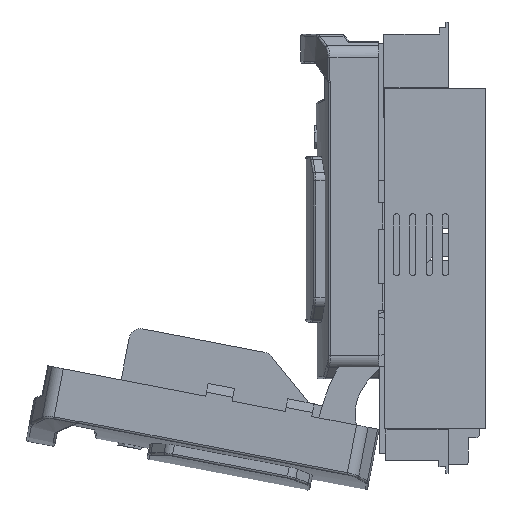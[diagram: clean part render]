
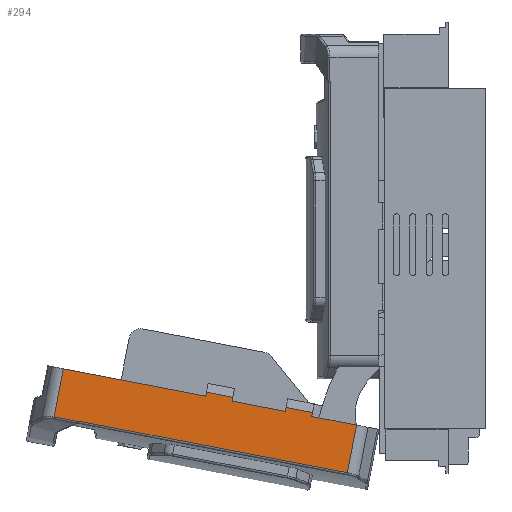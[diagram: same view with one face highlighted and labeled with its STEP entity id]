
A CAD part, left-side view. The second image highlights one B-rep face of the part: STEP entity #294.
In plain terms, the highlighted planar face has unit normal (-1, 0, 0).
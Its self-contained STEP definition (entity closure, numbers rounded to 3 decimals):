
#294 = ADVANCED_FACE ( 'NONE', ( #30022 ), #38446, .F. ) ;
#422 = ORIENTED_EDGE ( 'NONE', *, *, #1617, .F. ) ;
#1231 = VERTEX_POINT ( 'NONE', #47433 ) ;
#1398 = DIRECTION ( 'NONE',  ( 0., 0., 1. ) ) ;
#1617 = EDGE_CURVE ( 'NONE', #54761, #1231, #55971, .T. ) ;
#2171 = CARTESIAN_POINT ( 'NONE',  ( -55., 13.222, -55.73 ) ) ;
#2347 = CARTESIAN_POINT ( 'NONE',  ( -55., 13.222, 67. ) ) ;
#3367 = DIRECTION ( 'NONE',  ( 1., 0., 0. ) ) ;
#3949 = CARTESIAN_POINT ( 'NONE',  ( -55., 36.8, -1.9 ) ) ;
#4593 = CARTESIAN_POINT ( 'NONE',  ( -55., 35., -1.9 ) ) ;
#4610 = DIRECTION ( 'NONE',  ( 0., -1., 0. ) ) ;
#4749 = EDGE_CURVE ( 'NONE', #13897, #35466, #47190, .T. ) ;
#4904 = ORIENTED_EDGE ( 'NONE', *, *, #29934, .F. ) ;
#5075 = VECTOR ( 'NONE', #49040, 1000. ) ;
#5179 = LINE ( 'NONE', #54951, #11209 ) ;
#5361 = CARTESIAN_POINT ( 'NONE',  ( -55., 13.222, -55.73 ) ) ;
#5518 = VECTOR ( 'NONE', #32765, 1000. ) ;
#5825 = ORIENTED_EDGE ( 'NONE', *, *, #23593, .T. ) ;
#5881 = LINE ( 'NONE', #14888, #53376 ) ;
#6031 = EDGE_CURVE ( 'NONE', #27581, #44195, #49217, .T. ) ;
#6275 = LINE ( 'NONE', #10100, #30436 ) ;
#6879 = VERTEX_POINT ( 'NONE', #47796 ) ;
#7581 = CARTESIAN_POINT ( 'NONE',  ( -55., 35., -67. ) ) ;
#7765 = LINE ( 'NONE', #25761, #26169 ) ;
#8130 = CARTESIAN_POINT ( 'NONE',  ( -55., 36.8, -1.9 ) ) ;
#8918 = DIRECTION ( 'NONE',  ( 0., 0., 1. ) ) ;
#9553 = CARTESIAN_POINT ( 'NONE',  ( -55., 36.8, 34.5 ) ) ;
#9842 = DIRECTION ( 'NONE',  ( 0., -1., 0. ) ) ;
#10100 = CARTESIAN_POINT ( 'NONE',  ( -55., 35., -67. ) ) ;
#10501 = DIRECTION ( 'NONE',  ( 0., -1., 0. ) ) ;
#10591 = CARTESIAN_POINT ( 'NONE',  ( -55., 13.095, -56.429 ) ) ;
#10635 = EDGE_CURVE ( 'NONE', #26498, #41664, #39673, .T. ) ;
#11209 = VECTOR ( 'NONE', #15584, 1000. ) ;
#11252 = CARTESIAN_POINT ( 'NONE',  ( -55., 36.8, 34.5 ) ) ;
#12086 = DIRECTION ( 'NONE',  ( 0., 0., -1. ) ) ;
#12089 = LINE ( 'NONE', #3949, #37637 ) ;
#13849 = VECTOR ( 'NONE', #40462, 1000. ) ;
#13897 = VERTEX_POINT ( 'NONE', #44563 ) ;
#14358 = VERTEX_POINT ( 'NONE', #51900 ) ;
#14888 = CARTESIAN_POINT ( 'NONE',  ( -55., 13.222, -67. ) ) ;
#14965 = ORIENTED_EDGE ( 'NONE', *, *, #10635, .F. ) ;
#15584 = DIRECTION ( 'NONE',  ( 0., 0., 1. ) ) ;
#15652 = AXIS2_PLACEMENT_3D ( 'NONE', #47682, #3367, #12086 ) ;
#17061 = EDGE_CURVE ( 'NONE', #40470, #44195, #5179, .T. ) ;
#17334 = LINE ( 'NONE', #56398, #35200 ) ;
#17441 = ORIENTED_EDGE ( 'NONE', *, *, #34486, .F. ) ;
#18069 = CARTESIAN_POINT ( 'NONE',  ( -55., 36.8, 10.1 ) ) ;
#18437 = CARTESIAN_POINT ( 'NONE',  ( -55., 36.8, 46.5 ) ) ;
#18915 = LINE ( 'NONE', #18069, #5075 ) ;
#20009 = ORIENTED_EDGE ( 'NONE', *, *, #22825, .T. ) ;
#21635 = DIRECTION ( 'NONE',  ( 0., -1., 0. ) ) ;
#22113 = ORIENTED_EDGE ( 'NONE', *, *, #38863, .F. ) ;
#22825 = EDGE_CURVE ( 'NONE', #35466, #46799, #5881, .T. ) ;
#22855 = CARTESIAN_POINT ( 'NONE',  ( -55., 36.8, 46.5 ) ) ;
#23288 = VECTOR ( 'NONE', #52199, 1000. ) ;
#23532 = LINE ( 'NONE', #41216, #47595 ) ;
#23593 = EDGE_CURVE ( 'NONE', #54761, #32960, #12089, .T. ) ;
#24341 = ORIENTED_EDGE ( 'NONE', *, *, #4749, .T. ) ;
#24491 = CARTESIAN_POINT ( 'NONE',  ( -55., 13.206, -56.015 ) ) ;
#24684 = CARTESIAN_POINT ( 'NONE',  ( -55., 35., -67. ) ) ;
#25761 = CARTESIAN_POINT ( 'NONE',  ( -55., 35., 67. ) ) ;
#26169 = VECTOR ( 'NONE', #43714, 1000. ) ;
#26471 = EDGE_CURVE ( 'NONE', #41664, #14358, #6275, .T. ) ;
#26498 = VERTEX_POINT ( 'NONE', #36749 ) ;
#27581 = VERTEX_POINT ( 'NONE', #11252 ) ;
#27937 = ORIENTED_EDGE ( 'NONE', *, *, #28107, .T. ) ;
#28107 = EDGE_CURVE ( 'NONE', #53035, #6879, #23532, .T. ) ;
#29934 = EDGE_CURVE ( 'NONE', #1231, #40470, #18915, .T. ) ;
#29965 = CARTESIAN_POINT ( 'NONE',  ( -55., 35., 46.5 ) ) ;
#30022 = FACE_OUTER_BOUND ( 'NONE', #42254, .T. ) ;
#30436 = VECTOR ( 'NONE', #1398, 1000. ) ;
#31133 = VECTOR ( 'NONE', #4610, 1000. ) ;
#31247 = ORIENTED_EDGE ( 'NONE', *, *, #6031, .T. ) ;
#32765 = DIRECTION ( 'NONE',  ( 0., 0., 1. ) ) ;
#32960 = VERTEX_POINT ( 'NONE', #4593 ) ;
#34486 = EDGE_CURVE ( 'NONE', #27581, #26498, #53184, .T. ) ;
#34976 = ORIENTED_EDGE ( 'NONE', *, *, #17061, .F. ) ;
#35200 = VECTOR ( 'NONE', #8918, 1000. ) ;
#35466 = VERTEX_POINT ( 'NONE', #5361 ) ;
#35748 = DIRECTION ( 'NONE',  ( 0., 0., 1. ) ) ;
#35924 = EDGE_CURVE ( 'NONE', #53035, #32960, #37141, .T. ) ;
#36683 = CARTESIAN_POINT ( 'NONE',  ( -55., 13.222, -55.874 ) ) ;
#36749 = CARTESIAN_POINT ( 'NONE',  ( -55., 36.8, 46.5 ) ) ;
#37141 = LINE ( 'NONE', #24684, #5518 ) ;
#37237 = CARTESIAN_POINT ( 'NONE',  ( -55., 13.034, -56.557 ) ) ;
#37637 = VECTOR ( 'NONE', #21635, 1000. ) ;
#38446 = PLANE ( 'NONE',  #15652 ) ;
#38863 = EDGE_CURVE ( 'NONE', #14358, #46799, #7765, .T. ) ;
#39673 = LINE ( 'NONE', #22855, #31133 ) ;
#40002 = CARTESIAN_POINT ( 'NONE',  ( -55., 35., 10.1 ) ) ;
#40462 = DIRECTION ( 'NONE',  ( 0., 0., 1. ) ) ;
#40470 = VERTEX_POINT ( 'NONE', #40002 ) ;
#41216 = CARTESIAN_POINT ( 'NONE',  ( -55., 35., -67. ) ) ;
#41664 = VERTEX_POINT ( 'NONE', #29965 ) ;
#42254 = EDGE_LOOP ( 'NONE', ( #27937, #55243, #24341, #20009, #22113, #55119, #14965, #17441, #31247, #34976, #4904, #422, #5825, #52210 ) ) ;
#43714 = DIRECTION ( 'NONE',  ( 0., -1., 0. ) ) ;
#43891 = VECTOR ( 'NONE', #9842, 1000. ) ;
#44195 = VERTEX_POINT ( 'NONE', #54495 ) ;
#44563 = CARTESIAN_POINT ( 'NONE',  ( -55., 13.034, -56.557 ) ) ;
#45645 = CARTESIAN_POINT ( 'NONE',  ( -55., 13.143, -56.292 ) ) ;
#45771 = EDGE_CURVE ( 'NONE', #6879, #13897, #17334, .T. ) ;
#46730 = CARTESIAN_POINT ( 'NONE',  ( -55., 36.8, -1.9 ) ) ;
#46799 = VERTEX_POINT ( 'NONE', #2347 ) ;
#47190 = B_SPLINE_CURVE_WITH_KNOTS ( 'NONE', 3,
 ( #37237, #10591, #45645, #24491, #36683, #2171 ),
 .UNSPECIFIED., .F., .F.,
 ( 4, 2, 4 ),
 ( 0.001, 0.001, 0.002 ),
 .UNSPECIFIED. ) ;
#47433 = CARTESIAN_POINT ( 'NONE',  ( -55., 36.8, 10.1 ) ) ;
#47595 = VECTOR ( 'NONE', #10501, 1000. ) ;
#47682 = CARTESIAN_POINT ( 'NONE',  ( -55., 35., -67. ) ) ;
#47796 = CARTESIAN_POINT ( 'NONE',  ( -55., 13.034, -67. ) ) ;
#49040 = DIRECTION ( 'NONE',  ( 0., -1., 0. ) ) ;
#49217 = LINE ( 'NONE', #9553, #43891 ) ;
#51900 = CARTESIAN_POINT ( 'NONE',  ( -55., 35., 67. ) ) ;
#52199 = DIRECTION ( 'NONE',  ( 0., 0., 1. ) ) ;
#52210 = ORIENTED_EDGE ( 'NONE', *, *, #35924, .F. ) ;
#53035 = VERTEX_POINT ( 'NONE', #7581 ) ;
#53184 = LINE ( 'NONE', #18437, #13849 ) ;
#53376 = VECTOR ( 'NONE', #35748, 1000. ) ;
#54495 = CARTESIAN_POINT ( 'NONE',  ( -55., 35., 34.5 ) ) ;
#54761 = VERTEX_POINT ( 'NONE', #8130 ) ;
#54951 = CARTESIAN_POINT ( 'NONE',  ( -55., 35., -67. ) ) ;
#55119 = ORIENTED_EDGE ( 'NONE', *, *, #26471, .F. ) ;
#55243 = ORIENTED_EDGE ( 'NONE', *, *, #45771, .T. ) ;
#55971 = LINE ( 'NONE', #46730, #23288 ) ;
#56398 = CARTESIAN_POINT ( 'NONE',  ( -55., 13.034, -67. ) ) ;
